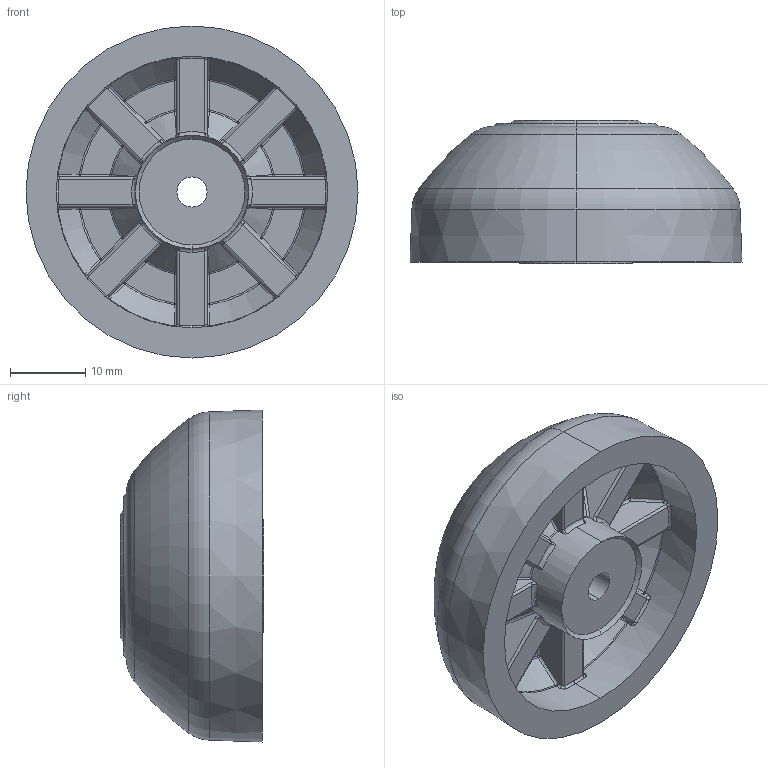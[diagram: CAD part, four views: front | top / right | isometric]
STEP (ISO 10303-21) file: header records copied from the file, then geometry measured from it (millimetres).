
FILE_DESCRIPTION (( 'STEP AP214' ), '1' );
FILE_NAME ('098d045zs.STEP', '2014-08-11T09:51:51', ( '' ), ( '' ), 'SwSTEP 2.0', 'SolidWorks 2014', '' );
FILE_SCHEMA (( 'AUTOMOTIVE_DESIGN' ));
Length unit declared in the file: millimetre
Products named in the file (3): 098d045zs; 098d045zr_Standard; 098xd2_Standard
Assembly tree (2 placements, depth 2):
  098d045zs
    098d045zr_Standard
    098xd2_Standard
Bounding box: 44 x 19 x 44 mm (x, y, z)
Volume: 14675.5 mm3; surface area: 7646.7 mm2
Topology: 2 solids, 2 shells, 310 faces, 724 edges, 388 vertices
Faces by surface type: cylinder 66, bspline 64, torus 62, sphere 50, plane 38, cone 30
Entity records: 9764 total; most frequent: CARTESIAN_POINT 3139, DIRECTION 1390, ORIENTED_EDGE 1384, EDGE_CURVE 692, AXIS2_PLACEMENT_3D 623, VERTEX_POINT 388, CIRCLE 372, EDGE_LOOP 316
